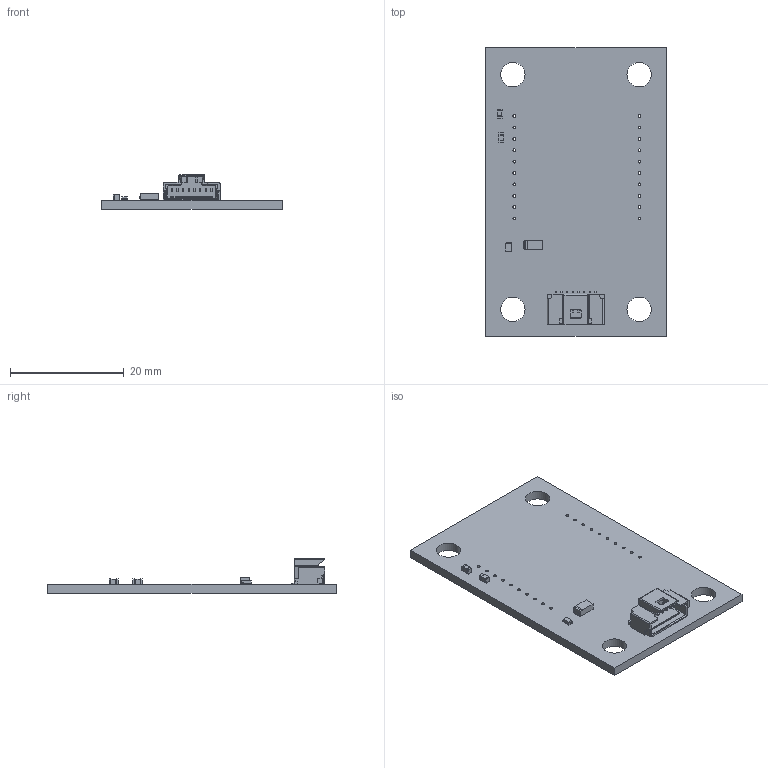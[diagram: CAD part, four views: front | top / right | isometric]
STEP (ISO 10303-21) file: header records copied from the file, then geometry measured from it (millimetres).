
FILE_DESCRIPTION(('KiCad electronic assembly'),'2;1');
FILE_NAME('Wirless-Module.step','2023-03-01T16:42:41',('Pcbnew'),( 'Kicad'),'Open CASCADE STEP processor 7.6','KiCad to STEP converter' ,'Unknown');
FILE_SCHEMA(('AUTOMOTIVE_DESIGN { 1 0 10303 214 1 1 1 1 }'));
Length unit declared in the file: millimetre
Products named in the file (10): Wirless-Module 1; CAP_0603; COMPOUND; 5015680807; SOLID; SML-LX1206GC-TR; RES_0603; Wirless-Module PCB
Assembly tree (10 placements, depth 3):
  Wirless-Module 1
    CAP_0603  x2
      COMPOUND
    5015680807
      SOLID
    SML-LX1206GC-TR
      COMPOUND
    RES_0603
      COMPOUND
    Wirless-Module PCB
Bounding box: 31.75 x 50.8 x 6.15 mm (x, y, z)
Volume: 2588.6 mm3; surface area: 3922.6 mm2
Topology: 17 solids, 17 shells, 467 faces, 1273 edges, 844 vertices
Faces by surface type: plane 389, cylinder 73, cone 4, bspline 1
Full cylindrical faces by diameter (mm): 0.5 x20, 4.3 x4
Entity records: 33258 total; most frequent: CARTESIAN_POINT 6008, DIRECTION 4550, LINE 3241, VECTOR 3241, ORIENTED_EDGE 2418, PCURVE 2418, DEFINITIONAL_REPRESENTATION 2418, EDGE_CURVE 1209
